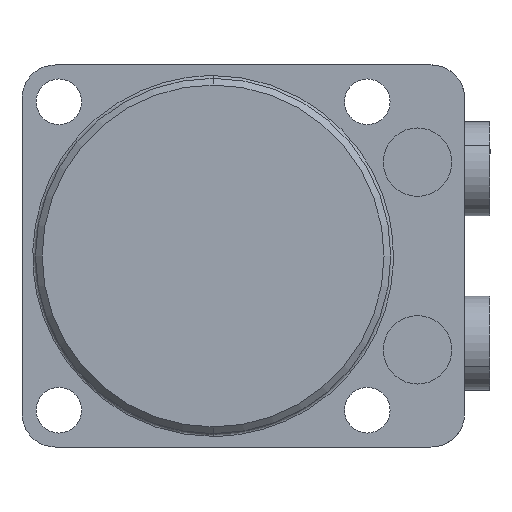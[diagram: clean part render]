
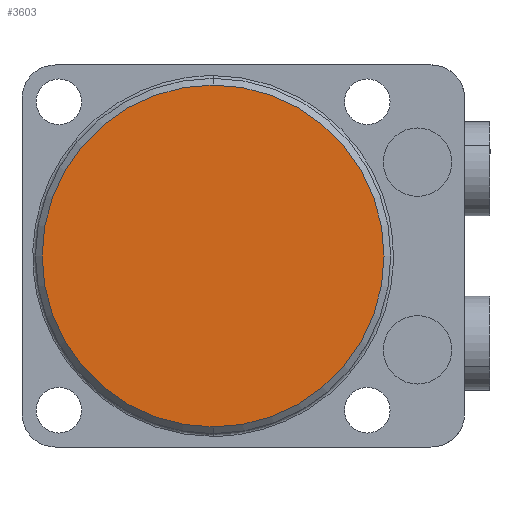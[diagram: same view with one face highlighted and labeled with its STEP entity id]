
A CAD part, front view. The second image highlights one B-rep face of the part: STEP entity #3603.
In plain terms, the highlighted planar face has unit normal (0, -1, 0).
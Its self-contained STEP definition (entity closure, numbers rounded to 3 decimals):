
#276 = AXIS2_PLACEMENT_3D ( 'NONE', #3562, #3508, #3503 ) ;
#1043 = VERTEX_POINT ( 'NONE', #1840 ) ;
#1097 = ORIENTED_EDGE ( 'NONE', *, *, #3880, .F. ) ;
#1208 = DIRECTION ( 'NONE',  ( 0., 0., 1. ) ) ;
#1221 = CARTESIAN_POINT ( 'NONE',  ( 0., -46.5, 0. ) ) ;
#1240 = DIRECTION ( 'NONE',  ( 0., 1., 0. ) ) ;
#1327 = EDGE_CURVE ( 'NONE', #4045, #1043, #4051, .T. ) ;
#1543 = CIRCLE ( 'NONE', #3065, 25.5 ) ;
#1819 = DIRECTION ( 'NONE',  ( 0., 0., 1. ) ) ;
#1820 = DIRECTION ( 'NONE',  ( 0., 1., 0. ) ) ;
#1821 = CARTESIAN_POINT ( 'NONE',  ( 0., -46.5, 0. ) ) ;
#1840 = CARTESIAN_POINT ( 'NONE',  ( 0., -46.5, -25.5 ) ) ;
#2315 = AXIS2_PLACEMENT_3D ( 'NONE', #1821, #1820, #1819 ) ;
#2593 = FACE_OUTER_BOUND ( 'NONE', #3921, .T. ) ;
#2795 = CARTESIAN_POINT ( 'NONE',  ( 0., -46.5, 25.5 ) ) ;
#3065 = AXIS2_PLACEMENT_3D ( 'NONE', #1221, #1240, #1208 ) ;
#3503 = DIRECTION ( 'NONE',  ( 0., 0., -1. ) ) ;
#3508 = DIRECTION ( 'NONE',  ( 0., -1., 0. ) ) ;
#3511 = PLANE ( 'NONE',  #276 ) ;
#3562 = CARTESIAN_POINT ( 'NONE',  ( 0., -46.5, 0. ) ) ;
#3603 = ADVANCED_FACE ( 'NONE', ( #2593 ), #3511, .T. ) ;
#3880 = EDGE_CURVE ( 'NONE', #1043, #4045, #1543, .T. ) ;
#3921 = EDGE_LOOP ( 'NONE', ( #4277, #1097 ) ) ;
#4045 = VERTEX_POINT ( 'NONE', #2795 ) ;
#4051 = CIRCLE ( 'NONE', #2315, 25.5 ) ;
#4277 = ORIENTED_EDGE ( 'NONE', *, *, #1327, .F. ) ;
